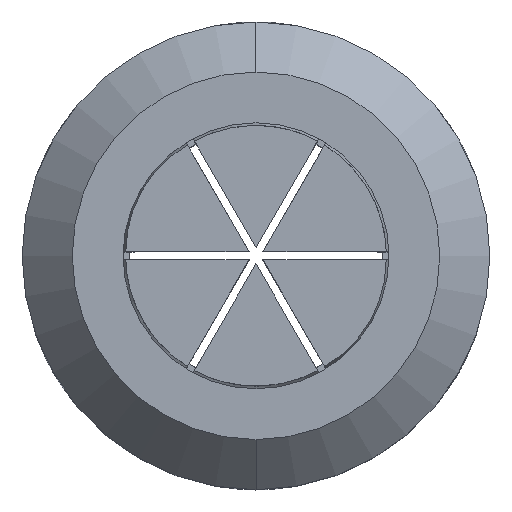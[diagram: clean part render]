
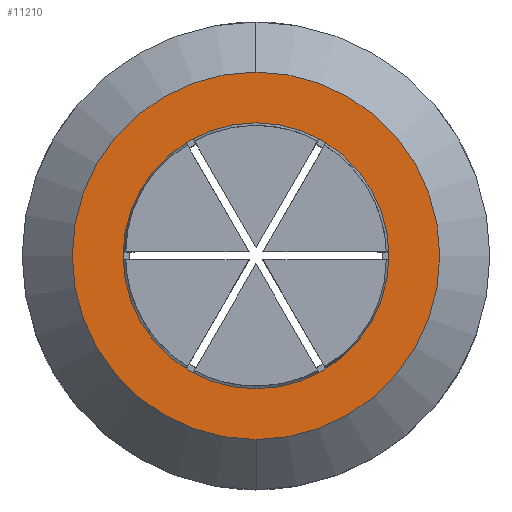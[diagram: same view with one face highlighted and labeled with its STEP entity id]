
A CAD part, top view. The second image highlights one B-rep face of the part: STEP entity #11210.
In plain terms, the highlighted planar face has unit normal (0, 0, 1).
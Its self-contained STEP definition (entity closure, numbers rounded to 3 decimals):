
#63 = AXIS2_PLACEMENT_3D ( 'NONE', #5469, #8008, #8961 ) ;
#236 = VERTEX_POINT ( 'NONE', #408 ) ;
#408 = CARTESIAN_POINT ( 'NONE',  ( -25.273, 0., 36.195 ) ) ;
#581 = VERTEX_POINT ( 'NONE', #4205 ) ;
#1148 = AXIS2_PLACEMENT_3D ( 'NONE', #3250, #5696, #3083 ) ;
#1266 = DIRECTION ( 'NONE',  ( 0., -1., 0. ) ) ;
#1268 = VERTEX_POINT ( 'NONE', #6872 ) ;
#1311 = ORIENTED_EDGE ( 'NONE', *, *, #8855, .F. ) ;
#1553 = DIRECTION ( 'NONE',  ( 0., 0., 1. ) ) ;
#2217 = CIRCLE ( 'NONE', #6952, 34.925 ) ;
#2531 = DIRECTION ( 'NONE',  ( -1., 0., 0. ) ) ;
#2630 = ORIENTED_EDGE ( 'NONE', *, *, #8984, .F. ) ;
#2653 = EDGE_CURVE ( 'NONE', #236, #581, #6081, .T. ) ;
#3083 = DIRECTION ( 'NONE',  ( -1., 0., 0. ) ) ;
#3221 = CARTESIAN_POINT ( 'NONE',  ( 0., 34.925, 36.195 ) ) ;
#3250 = CARTESIAN_POINT ( 'NONE',  ( 0., 0., 36.195 ) ) ;
#4205 = CARTESIAN_POINT ( 'NONE',  ( 25.273, 0., 36.195 ) ) ;
#4216 = CIRCLE ( 'NONE', #1148, 25.273 ) ;
#4299 = DIRECTION ( 'NONE',  ( 0., 0., -1. ) ) ;
#4419 = FACE_BOUND ( 'NONE', #4542, .T. ) ;
#4542 = EDGE_LOOP ( 'NONE', ( #10884, #1311 ) ) ;
#4949 = CIRCLE ( 'NONE', #63, 34.925 ) ;
#5334 = PLANE ( 'NONE',  #8842 ) ;
#5469 = CARTESIAN_POINT ( 'NONE',  ( 0., 0., 36.195 ) ) ;
#5696 = DIRECTION ( 'NONE',  ( 0., 0., 1. ) ) ;
#6081 = CIRCLE ( 'NONE', #7552, 25.273 ) ;
#6872 = CARTESIAN_POINT ( 'NONE',  ( 0., -34.925, 36.195 ) ) ;
#6930 = FACE_OUTER_BOUND ( 'NONE', #10805, .T. ) ;
#6952 = AXIS2_PLACEMENT_3D ( 'NONE', #10964, #9201, #1266 ) ;
#7060 = CARTESIAN_POINT ( 'NONE',  ( 0., 0., 36.195 ) ) ;
#7395 = VERTEX_POINT ( 'NONE', #3221 ) ;
#7552 = AXIS2_PLACEMENT_3D ( 'NONE', #11202, #1553, #2531 ) ;
#7637 = EDGE_CURVE ( 'NONE', #1268, #7395, #2217, .T. ) ;
#8008 = DIRECTION ( 'NONE',  ( 0., 0., -1. ) ) ;
#8842 = AXIS2_PLACEMENT_3D ( 'NONE', #7060, #4299, #10537 ) ;
#8855 = EDGE_CURVE ( 'NONE', #581, #236, #4216, .T. ) ;
#8961 = DIRECTION ( 'NONE',  ( 0., -1., 0. ) ) ;
#8984 = EDGE_CURVE ( 'NONE', #7395, #1268, #4949, .T. ) ;
#9201 = DIRECTION ( 'NONE',  ( 0., 0., -1. ) ) ;
#10233 = ORIENTED_EDGE ( 'NONE', *, *, #7637, .F. ) ;
#10537 = DIRECTION ( 'NONE',  ( 1., 0., 0. ) ) ;
#10805 = EDGE_LOOP ( 'NONE', ( #10233, #2630 ) ) ;
#10884 = ORIENTED_EDGE ( 'NONE', *, *, #2653, .F. ) ;
#10964 = CARTESIAN_POINT ( 'NONE',  ( 0., 0., 36.195 ) ) ;
#11202 = CARTESIAN_POINT ( 'NONE',  ( 0., 0., 36.195 ) ) ;
#11210 = ADVANCED_FACE ( 'NONE', ( #6930, #4419 ), #5334, .F. ) ;
